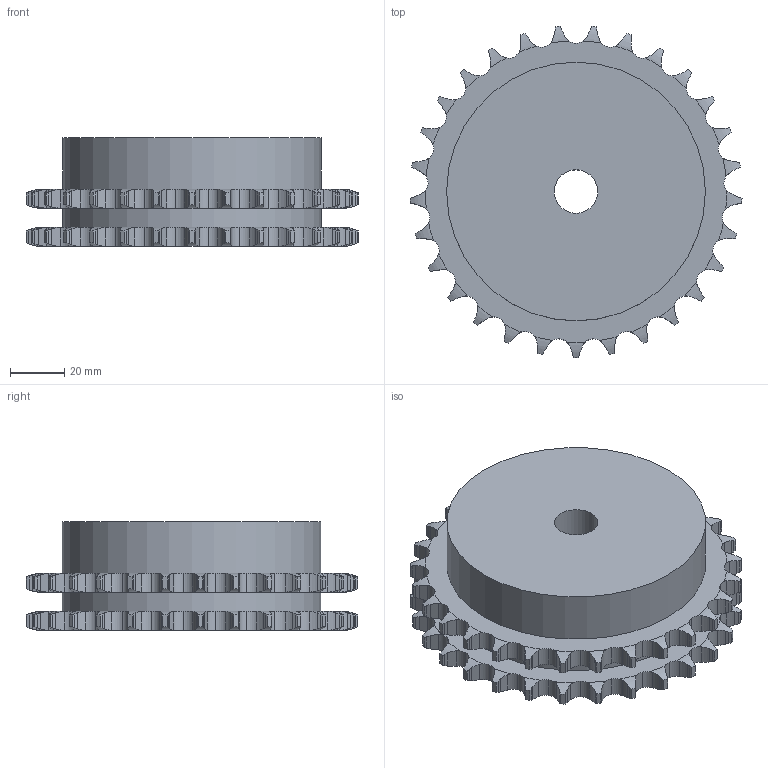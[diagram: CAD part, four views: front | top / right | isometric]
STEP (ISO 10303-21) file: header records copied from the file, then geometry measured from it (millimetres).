
FILE_DESCRIPTION(('FreeCAD Model'),'2;1');
FILE_NAME('Open CASCADE Shape Model','2021-07-25T21:06:26',('FreeCAD'),( 'FreeCAD'),'Open CASCADE STEP processor 7.4','FreeCAD','Unknown');
FILE_SCHEMA(('AUTOMOTIVE_DESIGN { 1 0 10303 214 1 1 1 1 }'));
Products named in the file (1): Open CASCADE STEP translator 7.4 22
Bounding box: 121.9 x 121.73 x 40 mm (x, y, z)
Volume: 317507.1 mm3; surface area: 43091 mm2
Topology: 1 solids, 1 shells, 651 faces, 1936 edges, 1291 vertices
Faces by surface type: cylinder 409, plane 122, torus 120
Full cylindrical faces by diameter (mm): 16 x1, 95 x2
Entity records: 58617 total; most frequent: CARTESIAN_POINT 25739, DIRECTION 4529, ORIENTED_EDGE 3872, PCURVE 3872, DEFINITIONAL_REPRESENTATION 3872, B_SPLINE_CURVE_WITH_KNOTS 2796, LINE 2173, VECTOR 2173
